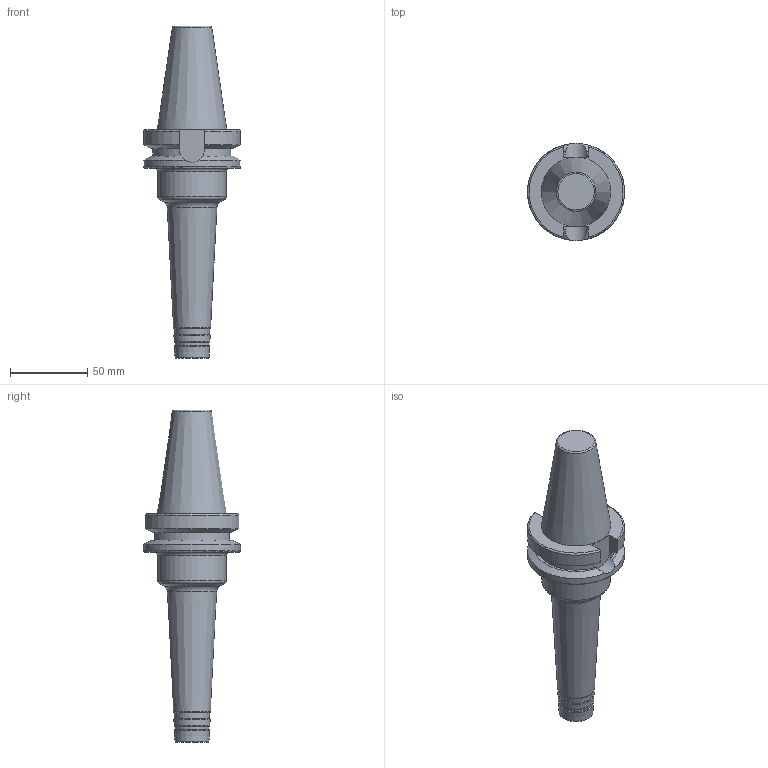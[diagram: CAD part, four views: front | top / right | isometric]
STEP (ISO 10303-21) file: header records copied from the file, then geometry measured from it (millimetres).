
FILE_DESCRIPTION(/* description */ (''),/* implementation_level */ '2;1');
FILE_NAME(/* name */ 'BT40ADB-HCS08-150.stp',/* time_stamp */ '2022-02-23T10:04:22+06:00',/* author */ (''),/* organization */ (''),/* preprocessor_version */ 'ST-DEVELOPER v16.7',/* originating_system */ 'SIEMENS PLM Software NX 12.0',/* authorisation */ '');
FILE_SCHEMA (('AUTOMOTIVE_DESIGN { 1 0 10303 214 3 1 1 1 }'));
Length unit declared in the file: millimetre
Products named in the file (1): inpu19449C05qmzh
Bounding box: 62.91 x 63 x 215.4 mm (x, y, z)
Volume: 225626.2 mm3; surface area: 30267.9 mm2
Topology: 1 solids, 1 shells, 55 faces, 127 edges, 80 vertices
Faces by surface type: torus 16, plane 15, cone 15, cylinder 9
Full cylindrical faces by diameter (mm): 8 x1, 44.5 x1, 63 x1
Entity records: 1527 total; most frequent: CARTESIAN_POINT 336, DIRECTION 246, ORIENTED_EDGE 194, AXIS2_PLACEMENT_3D 108, EDGE_CURVE 97, EDGE_LOOP 86, VERTEX_POINT 75, FACE_BOUND 62
